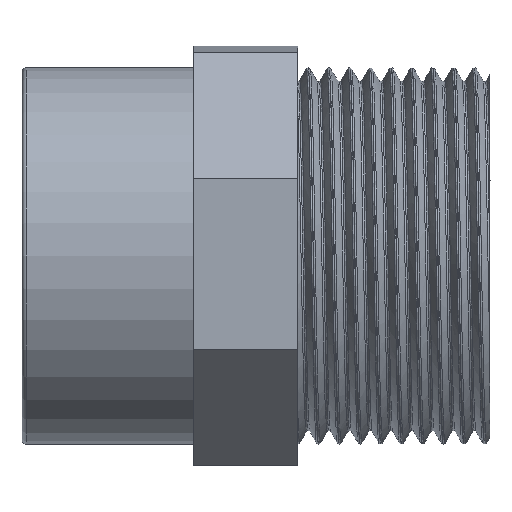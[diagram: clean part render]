
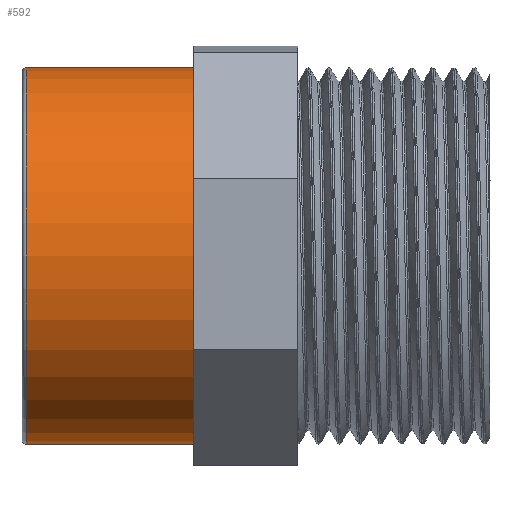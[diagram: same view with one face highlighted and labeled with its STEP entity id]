
A CAD part, front view. The second image highlights one B-rep face of the part: STEP entity #592.
In plain terms, the highlighted cylindrical face has radius 20.955 mm (diameter 41.91 mm), a full revolution.
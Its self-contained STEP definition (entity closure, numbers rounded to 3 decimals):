
#138=FACE_BOUND('',#207,.T.);
#164=FACE_OUTER_BOUND('',#206,.T.);
#206=EDGE_LOOP('',(#447));
#207=EDGE_LOOP('',(#448));
#254=CIRCLE('',#638,20.955);
#256=CIRCLE('',#641,20.955);
#289=VERTEX_POINT('',#848);
#291=VERTEX_POINT('',#853);
#356=EDGE_CURVE('',#289,#289,#254,.T.);
#358=EDGE_CURVE('',#291,#291,#256,.T.);
#447=ORIENTED_EDGE('',*,*,#358,.T.);
#448=ORIENTED_EDGE('',*,*,#356,.F.);
#574=CYLINDRICAL_SURFACE('',#640,20.955);
#592=ADVANCED_FACE('',(#164,#138),#574,.T.);
#638=AXIS2_PLACEMENT_3D('',#849,#723,#724);
#640=AXIS2_PLACEMENT_3D('',#852,#727,#728);
#641=AXIS2_PLACEMENT_3D('',#854,#729,#730);
#723=DIRECTION('center_axis',(-1.,0.,0.));
#724=DIRECTION('ref_axis',(0.,1.,0.));
#727=DIRECTION('center_axis',(-1.,0.,0.));
#728=DIRECTION('ref_axis',(0.,-1.,0.));
#729=DIRECTION('center_axis',(-1.,0.,0.));
#730=DIRECTION('ref_axis',(0.,0.,1.));
#848=CARTESIAN_POINT('',(0.5,-20.955,0.));
#849=CARTESIAN_POINT('Origin',(0.5,0.,0.));
#852=CARTESIAN_POINT('Origin',(9.55,0.,0.));
#853=CARTESIAN_POINT('',(19.1,-20.955,0.));
#854=CARTESIAN_POINT('Origin',(19.1,0.,0.));
